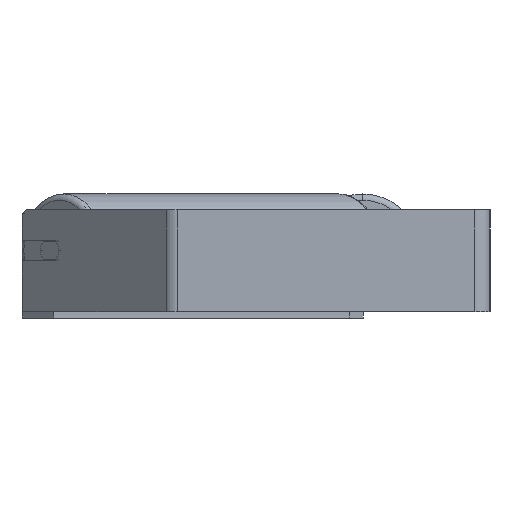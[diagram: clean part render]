
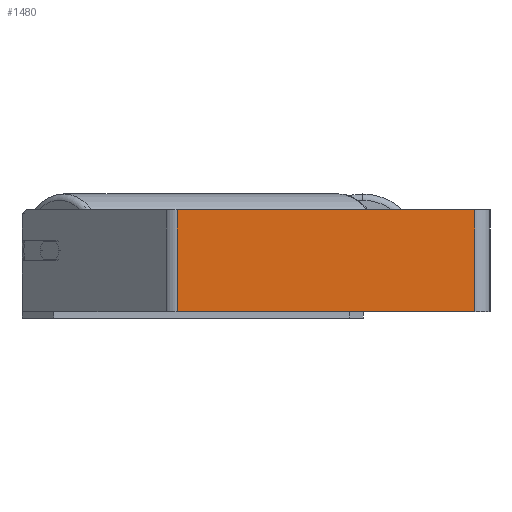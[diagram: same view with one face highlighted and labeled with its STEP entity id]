
A CAD part, left-side view. The second image highlights one B-rep face of the part: STEP entity #1480.
In plain terms, the highlighted planar face has unit normal (-1, 0, 0).
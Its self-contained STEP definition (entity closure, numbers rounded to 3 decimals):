
#30 = DIRECTION ( 'NONE',  ( 0., 0., -1. ) ) ;
#174 = EDGE_LOOP ( 'NONE', ( #8303, #8210, #955, #8959 ) ) ;
#415 = VERTEX_POINT ( 'NONE', #1456 ) ;
#430 = VERTEX_POINT ( 'NONE', #3023 ) ;
#784 = VECTOR ( 'NONE', #7100, 1000. ) ;
#955 = ORIENTED_EDGE ( 'NONE', *, *, #6611, .F. ) ;
#1074 = LINE ( 'NONE', #8031, #8569 ) ;
#1456 = CARTESIAN_POINT ( 'NONE',  ( -525., 12., -40. ) ) ;
#1480 = ADVANCED_FACE ( 'NONE', ( #2910 ), #6305, .F. ) ;
#1540 = AXIS2_PLACEMENT_3D ( 'NONE', #3636, #8451, #30 ) ;
#1598 = EDGE_CURVE ( 'NONE', #8261, #415, #2220, .T. ) ;
#1766 = CARTESIAN_POINT ( 'NONE',  ( -525., 245.605, -40. ) ) ;
#2220 = LINE ( 'NONE', #4988, #7080 ) ;
#2798 = DIRECTION ( 'NONE',  ( 0., -1., 0. ) ) ;
#2910 = FACE_OUTER_BOUND ( 'NONE', #174, .T. ) ;
#3023 = CARTESIAN_POINT ( 'NONE',  ( -525., 245.605, 40. ) ) ;
#3635 = LINE ( 'NONE', #5702, #784 ) ;
#3636 = CARTESIAN_POINT ( 'NONE',  ( -525., 250.575, 40. ) ) ;
#4220 = LINE ( 'NONE', #8375, #7823 ) ;
#4560 = EDGE_CURVE ( 'NONE', #430, #8261, #3635, .T. ) ;
#4988 = CARTESIAN_POINT ( 'NONE',  ( -525., 250.575, -40. ) ) ;
#5225 = DIRECTION ( 'NONE',  ( 0., 0., -1. ) ) ;
#5702 = CARTESIAN_POINT ( 'NONE',  ( -525., 245.605, 40. ) ) ;
#6305 = PLANE ( 'NONE',  #1540 ) ;
#6354 = DIRECTION ( 'NONE',  ( 0., -1., 0. ) ) ;
#6611 = EDGE_CURVE ( 'NONE', #430, #7988, #4220, .T. ) ;
#6870 = EDGE_CURVE ( 'NONE', #7988, #415, #1074, .T. ) ;
#7080 = VECTOR ( 'NONE', #6354, 1000. ) ;
#7100 = DIRECTION ( 'NONE',  ( 0., 0., -1. ) ) ;
#7823 = VECTOR ( 'NONE', #2798, 1000. ) ;
#7988 = VERTEX_POINT ( 'NONE', #8316 ) ;
#8031 = CARTESIAN_POINT ( 'NONE',  ( -525., 12., 40. ) ) ;
#8210 = ORIENTED_EDGE ( 'NONE', *, *, #6870, .F. ) ;
#8261 = VERTEX_POINT ( 'NONE', #1766 ) ;
#8303 = ORIENTED_EDGE ( 'NONE', *, *, #1598, .T. ) ;
#8316 = CARTESIAN_POINT ( 'NONE',  ( -525., 12., 40. ) ) ;
#8375 = CARTESIAN_POINT ( 'NONE',  ( -525., 250.575, 40. ) ) ;
#8451 = DIRECTION ( 'NONE',  ( 1., 0., 0. ) ) ;
#8569 = VECTOR ( 'NONE', #5225, 1000. ) ;
#8959 = ORIENTED_EDGE ( 'NONE', *, *, #4560, .T. ) ;
